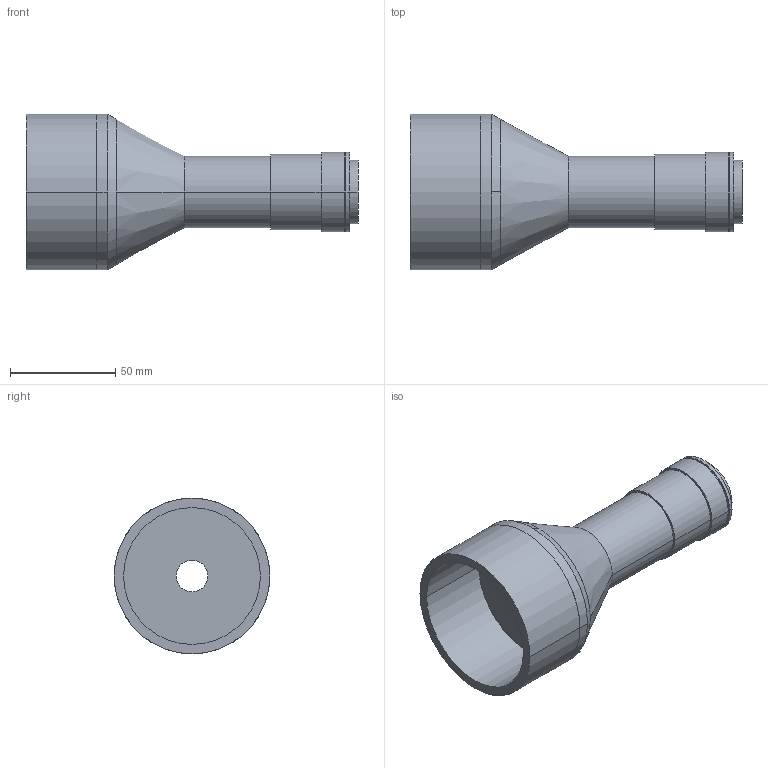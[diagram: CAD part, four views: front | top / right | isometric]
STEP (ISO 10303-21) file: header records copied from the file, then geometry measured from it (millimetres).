
FILE_DESCRIPTION (( 'STEP AP203' ), '1' );
FILE_NAME ('WT-5M02-178..STEP', '2021-11-17T14:05:01', ( '' ), ( '' ), 'SwSTEP 2.0', 'SolidWorks 2016', '' );
FILE_SCHEMA (( 'CONFIG_CONTROL_DESIGN' ));
Length unit declared in the file: millimetre
Products named in the file (1): WT-5M02-178.
Bounding box: 157.79 x 74.1 x 74.1 mm (x, y, z)
Volume: 195488.2 mm3; surface area: 43546.8 mm2
Topology: 1 solids, 1 shells, 35 faces, 74 edges, 48 vertices
Faces by surface type: cylinder 20, plane 9, cone 6
Entity records: 1045 total; most frequent: DIRECTION 194, CARTESIAN_POINT 158, ORIENTED_EDGE 148, AXIS2_PLACEMENT_3D 84, EDGE_CURVE 74, CIRCLE 48, VERTEX_POINT 48, EDGE_LOOP 44
